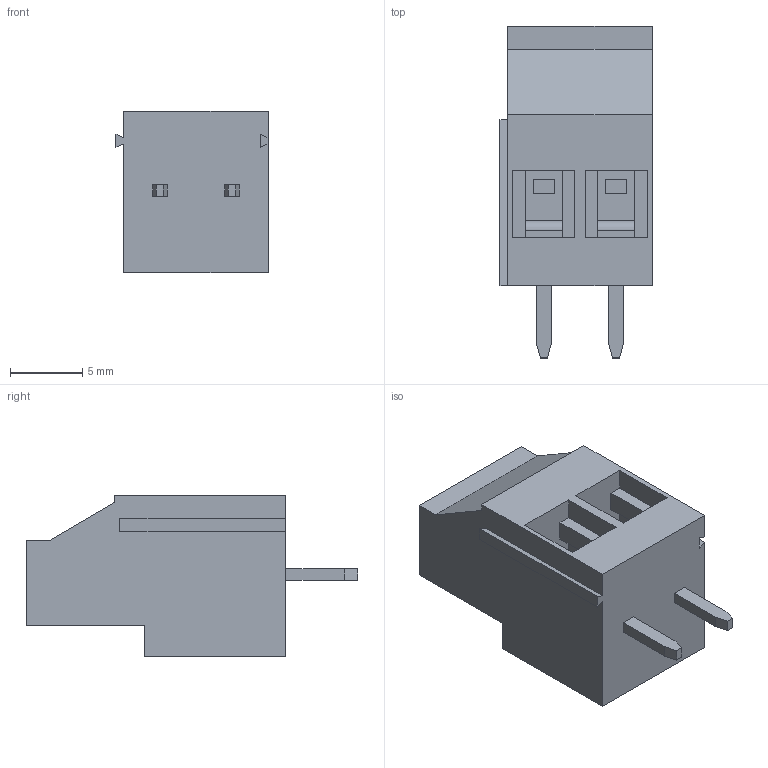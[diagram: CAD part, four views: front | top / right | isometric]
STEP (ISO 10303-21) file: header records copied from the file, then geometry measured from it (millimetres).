
FILE_DESCRIPTION(('STEP AP214'),'1');
FILE_NAME('MVST252-5-V.stp','2014-09-08T15:43:14',(' '),(' '),'Spatial InterOp 3D',' ',' ');
FILE_SCHEMA(('automotive_design'));
Length unit declared in the file: metre
Products named in the file (1): 1
Bounding box: 10.55 x 23 x 11.2 mm (x, y, z)
Volume: 1335 mm3; surface area: 1563.6 mm2
Topology: 1 solids, 3 shells, 103 faces, 263 edges, 176 vertices
Faces by surface type: plane 97, cylinder 6
Full cylindrical faces by diameter (mm): 3.6 x2, 3.9 x2
Entity records: 3852 total; most frequent: CARTESIAN_POINT 531, ORIENTED_EDGE 510, DIRECTION 481, EDGE_CURVE 255, LINE 237, VECTOR 237, VERTEX_POINT 172, AXIS2_PLACEMENT_3D 122
